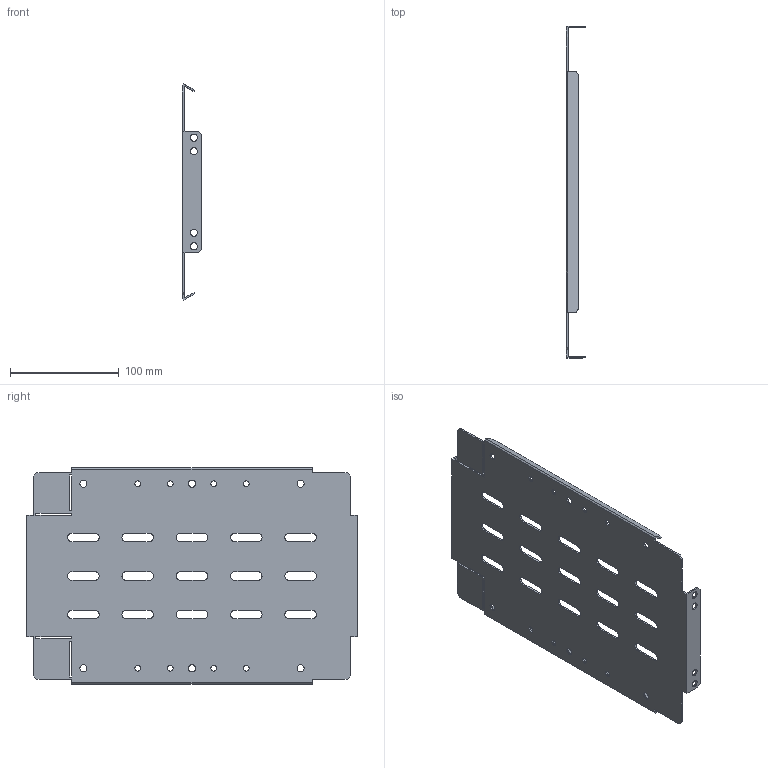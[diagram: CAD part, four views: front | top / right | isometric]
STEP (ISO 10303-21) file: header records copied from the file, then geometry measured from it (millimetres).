
FILE_DESCRIPTION (( 'STEP AP203' ), '1' );
FILE_NAME ('FO-00-SWV-020-040 FORMAT Ïåðåãîðîäêà ñåêöèîíèðîâàíèÿ âåðòèêàëüíàÿ 200õ400 IEK.STEP', '2024-07-04T10:50:01', ( '' ), ( '' ), 'SwSTEP 2.0', 'SolidWorks 2022', '' );
FILE_SCHEMA (( 'CONFIG_CONTROL_DESIGN' ));
Length unit declared in the file: millimetre
Products named in the file (1): FO-00-SWV-020-040 FORMAT Перегородка секционирования вертикальная 200х400 IEK
Bounding box: 17.5 x 305.5 x 198.93 mm (x, y, z)
Volume: 94378.7 mm3; surface area: 130042.7 mm2
Topology: 1 solids, 1 shells, 176 faces, 522 edges, 348 vertices
Faces by surface type: plane 102, cylinder 74
Entity records: 6155 total; most frequent: CARTESIAN_POINT 1047, ORIENTED_EDGE 1044, DIRECTION 1024, EDGE_CURVE 522, VECTOR 374, LINE 374, VERTEX_POINT 348, AXIS2_PLACEMENT_3D 325
